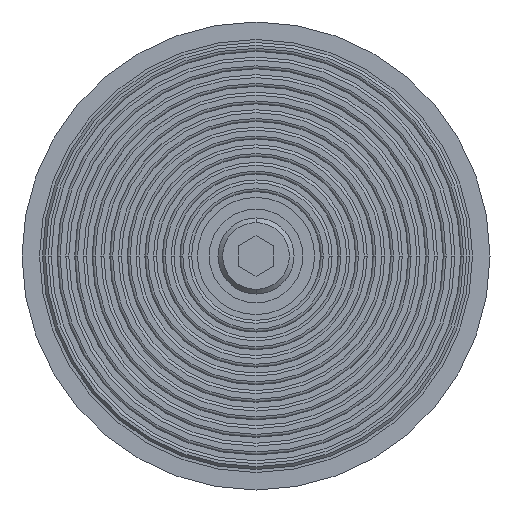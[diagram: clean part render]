
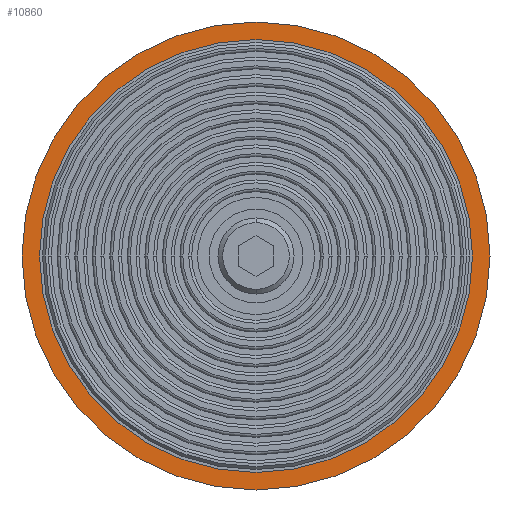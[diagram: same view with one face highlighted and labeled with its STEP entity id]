
A CAD part, front view. The second image highlights one B-rep face of the part: STEP entity #10860.
In plain terms, the highlighted planar face has unit normal (0, -1, 0).
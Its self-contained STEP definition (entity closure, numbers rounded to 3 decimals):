
#10510=CARTESIAN_POINT('',(15.,-2.,0.));
#10520=DIRECTION('',(-0.,1.,0.));
#10530=DIRECTION('',(1.,0.,0.));
#10540=AXIS2_PLACEMENT_3D('',#10510,#10520,#10530);
#10550=PLANE('',#10540);
#10560=CARTESIAN_POINT('',(0.,-2.,0.));
#10570=DIRECTION('',(0.,-1.,0.));
#10580=DIRECTION('',(1.,0.,0.));
#10590=AXIS2_PLACEMENT_3D('',#10560,#10570,#10580);
#10600=CIRCLE('',#10590,37.);
#10610=CARTESIAN_POINT('',(37.,-2.,0.));
#10620=VERTEX_POINT('',#10610);
#10630=CARTESIAN_POINT('',(-37.,-2.,0.));
#10640=VERTEX_POINT('',#10630);
#10650=EDGE_CURVE('',#10620,#10640,#10600,.T.);
#10660=ORIENTED_EDGE('',*,*,#10650,.F.);
#10670=EDGE_CURVE('',#10640,#10620,#10600,.T.);
#10680=ORIENTED_EDGE('',*,*,#10670,.F.);
#10690=EDGE_LOOP('',(#10680,#10660));
#10700=FACE_BOUND('',#10690,.T.);
#10710=CARTESIAN_POINT('',(0.,-2.,0.));
#10720=DIRECTION('',(0.,1.,0.));
#10730=DIRECTION('',(1.,0.,0.));
#10740=AXIS2_PLACEMENT_3D('',#10710,#10720,#10730);
#10750=CIRCLE('',#10740,40.);
#10760=CARTESIAN_POINT('',(40.,-2.,0.));
#10770=VERTEX_POINT('',#10760);
#10780=CARTESIAN_POINT('',(-40.,-2.,0.));
#10790=VERTEX_POINT('',#10780);
#10800=EDGE_CURVE('',#10770,#10790,#10750,.T.);
#10810=ORIENTED_EDGE('',*,*,#10800,.F.);
#10820=EDGE_CURVE('',#10790,#10770,#10750,.T.);
#10830=ORIENTED_EDGE('',*,*,#10820,.F.);
#10840=EDGE_LOOP('',(#10830,#10810));
#10850=FACE_OUTER_BOUND('',#10840,.T.);
#10860=ADVANCED_FACE('',(#10700,#10850),#10550,.F.);
